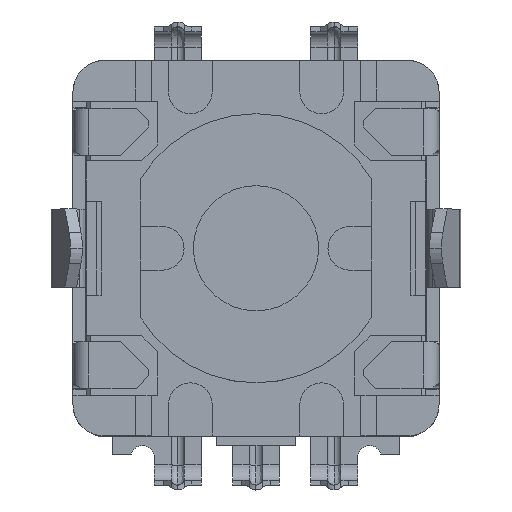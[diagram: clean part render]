
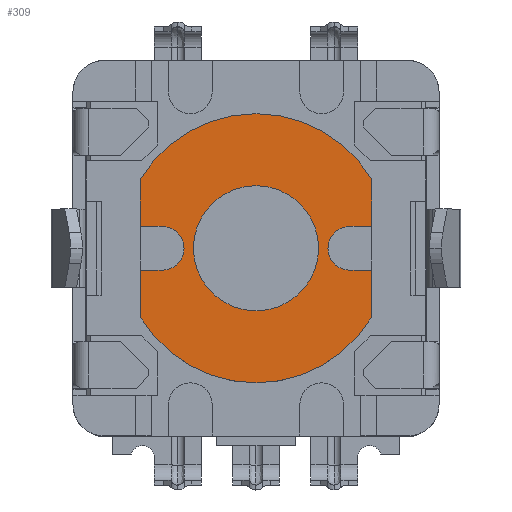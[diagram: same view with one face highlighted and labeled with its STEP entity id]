
A CAD part, top view. The second image highlights one B-rep face of the part: STEP entity #309.
In plain terms, the highlighted planar face has unit normal (0, 0, 1).
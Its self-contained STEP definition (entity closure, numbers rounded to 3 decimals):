
#309=ADVANCED_FACE('',(#1079,#1080),#1081,.T.);
#1079=FACE_OUTER_BOUND('',#2671,.T.);
#1080=FACE_BOUND('',#2672,.T.);
#1081=PLANE('',#2673);
#2671=EDGE_LOOP('',(#5318,#5319,#5320,#5321,#5322,#5323,#5324,#5325,#5326,#5327,#5328,#5329,#5330,#5331));
#2672=EDGE_LOOP('',(#5332,#5333,#5334));
#2673=AXIS2_PLACEMENT_3D('',#5335,#5336,#5337);
#5318=ORIENTED_EDGE('',*,*,#8546,.T.);
#5319=ORIENTED_EDGE('',*,*,#8496,.T.);
#5320=ORIENTED_EDGE('',*,*,#8547,.T.);
#5321=ORIENTED_EDGE('',*,*,#8548,.T.);
#5322=ORIENTED_EDGE('',*,*,#7946,.F.);
#5323=ORIENTED_EDGE('',*,*,#7960,.F.);
#5324=ORIENTED_EDGE('',*,*,#8549,.T.);
#5325=ORIENTED_EDGE('',*,*,#8545,.T.);
#5326=ORIENTED_EDGE('',*,*,#8491,.T.);
#5327=ORIENTED_EDGE('',*,*,#8543,.T.);
#5328=ORIENTED_EDGE('',*,*,#8550,.T.);
#5329=ORIENTED_EDGE('',*,*,#8551,.F.);
#5330=ORIENTED_EDGE('',*,*,#7775,.F.);
#5331=ORIENTED_EDGE('',*,*,#8552,.T.);
#5332=ORIENTED_EDGE('',*,*,#7927,.T.);
#5333=ORIENTED_EDGE('',*,*,#7997,.T.);
#5334=ORIENTED_EDGE('',*,*,#7928,.T.);
#5335=CARTESIAN_POINT('',(-0.21,0.071,-12.154));
#5336=DIRECTION('',(0.,0.,1.0));
#5337=DIRECTION('',(0.0,-1.0,0.));
#7775=EDGE_CURVE('',#9211,#9207,#9213,.T.);
#7927=EDGE_CURVE('',#9504,#9502,#9505,.T.);
#7928=EDGE_CURVE('',#9496,#9504,#9506,.T.);
#7946=EDGE_CURVE('',#9539,#9542,#9543,.T.);
#7960=EDGE_CURVE('',#9564,#9539,#9566,.T.);
#7997=EDGE_CURVE('',#9502,#9496,#9619,.T.);
#8491=EDGE_CURVE('',#10456,#10454,#10457,.T.);
#8496=EDGE_CURVE('',#10459,#10464,#10466,.T.);
#8543=EDGE_CURVE('',#10454,#10526,#10528,.T.);
#8545=EDGE_CURVE('',#10529,#10456,#10531,.T.);
#8546=EDGE_CURVE('',#10532,#10459,#10533,.T.);
#8547=EDGE_CURVE('',#10464,#10534,#10535,.T.);
#8548=EDGE_CURVE('',#10534,#9542,#10536,.T.);
#8549=EDGE_CURVE('',#9564,#10529,#10537,.T.);
#8550=EDGE_CURVE('',#10526,#10538,#10539,.T.);
#8551=EDGE_CURVE('',#9207,#10538,#10540,.T.);
#8552=EDGE_CURVE('',#9211,#10532,#10541,.T.);
#9207=VERTEX_POINT('',#11533);
#9211=VERTEX_POINT('',#11538);
#9213=CIRCLE('',#11541,4.3);
#9496=VERTEX_POINT('',#12019);
#9502=VERTEX_POINT('',#12026);
#9504=VERTEX_POINT('',#12029);
#9505=CIRCLE('',#12030,2.0);
#9506=CIRCLE('',#12031,2.0);
#9539=VERTEX_POINT('',#12072);
#9542=VERTEX_POINT('',#12076);
#9543=CIRCLE('',#12077,4.3);
#9564=VERTEX_POINT('',#12111);
#9566=CIRCLE('',#12114,4.3);
#9619=CIRCLE('',#12171,2.0);
#10454=VERTEX_POINT('',#13616);
#10456=VERTEX_POINT('',#13619);
#10457=CIRCLE('',#13620,0.7);
#10459=VERTEX_POINT('',#13623);
#10464=VERTEX_POINT('',#13629);
#10466=CIRCLE('',#13632,0.7);
#10526=VERTEX_POINT('',#13725);
#10528=LINE('',#13728,#13729);
#10529=VERTEX_POINT('',#13730);
#10531=LINE('',#13733,#13734);
#10532=VERTEX_POINT('',#13735);
#10533=LINE('',#13736,#13737);
#10534=VERTEX_POINT('',#13738);
#10535=LINE('',#13739,#13740);
#10536=LINE('',#13741,#13742);
#10537=LINE('',#13743,#13744);
#10538=VERTEX_POINT('',#13745);
#10539=LINE('',#13746,#13747);
#10540=CIRCLE('',#13748,4.3);
#10541=LINE('',#13749,#13750);
#11533=CARTESIAN_POINT('',(-0.21,-4.229,-12.154));
#11538=CARTESIAN_POINT('',(3.49,-2.12,-12.154));
#11541=AXIS2_PLACEMENT_3D('',#15374,#15375,#15376);
#12019=CARTESIAN_POINT('',(-0.21,2.071,-12.154));
#12026=CARTESIAN_POINT('',(-0.21,-1.929,-12.154));
#12029=CARTESIAN_POINT('',(1.79,0.071,-12.154));
#12030=AXIS2_PLACEMENT_3D('',#15631,#15632,#15633);
#12031=AXIS2_PLACEMENT_3D('',#15634,#15635,#15636);
#12072=CARTESIAN_POINT('',(-0.21,4.371,-12.154));
#12076=CARTESIAN_POINT('',(3.49,2.262,-12.154));
#12077=AXIS2_PLACEMENT_3D('',#15670,#15671,#15672);
#12111=CARTESIAN_POINT('',(-3.91,2.262,-12.154));
#12114=AXIS2_PLACEMENT_3D('',#15698,#15699,#15700);
#12171=AXIS2_PLACEMENT_3D('',#15801,#15802,#15803);
#13616=CARTESIAN_POINT('',(-3.21,-0.629,-12.154));
#13619=CARTESIAN_POINT('',(-3.21,0.771,-12.154));
#13620=AXIS2_PLACEMENT_3D('',#16470,#16471,#16472);
#13623=CARTESIAN_POINT('',(2.79,-0.629,-12.154));
#13629=CARTESIAN_POINT('',(2.79,0.771,-12.154));
#13632=AXIS2_PLACEMENT_3D('',#16479,#16480,#16481);
#13725=CARTESIAN_POINT('',(-3.91,-0.629,-12.154));
#13728=CARTESIAN_POINT('',(-0.21,-0.629,-12.154));
#13729=VECTOR('',#16552,1000.0);
#13730=CARTESIAN_POINT('',(-3.91,0.771,-12.154));
#13733=CARTESIAN_POINT('',(-0.21,0.771,-12.154));
#13734=VECTOR('',#16554,1000.0);
#13735=CARTESIAN_POINT('',(3.49,-0.629,-12.154));
#13736=CARTESIAN_POINT('',(-0.21,-0.629,-12.154));
#13737=VECTOR('',#16555,1000.0);
#13738=CARTESIAN_POINT('',(3.49,0.771,-12.154));
#13739=CARTESIAN_POINT('',(-0.21,0.771,-12.154));
#13740=VECTOR('',#16556,1000.0);
#13741=CARTESIAN_POINT('',(3.49,-2.12,-12.154));
#13742=VECTOR('',#16557,1000.0);
#13743=CARTESIAN_POINT('',(-3.91,2.262,-12.154));
#13744=VECTOR('',#16558,1000.0);
#13745=CARTESIAN_POINT('',(-3.91,-2.12,-12.154));
#13746=CARTESIAN_POINT('',(-3.91,2.262,-12.154));
#13747=VECTOR('',#16559,1000.0);
#13748=AXIS2_PLACEMENT_3D('',#16560,#16561,#16562);
#13749=CARTESIAN_POINT('',(3.49,-2.12,-12.154));
#13750=VECTOR('',#16563,1000.0);
#15374=CARTESIAN_POINT('',(-0.21,0.071,-12.154));
#15375=DIRECTION('',(0.0,0.0,-1.0));
#15376=DIRECTION('',(0.0,1.0,0.0));
#15631=CARTESIAN_POINT('',(-0.21,0.071,-12.154));
#15632=DIRECTION('',(0.0,0.0,-1.0));
#15633=DIRECTION('',(0.0,1.0,0.0));
#15634=CARTESIAN_POINT('',(-0.21,0.071,-12.154));
#15635=DIRECTION('',(0.0,0.0,-1.0));
#15636=DIRECTION('',(0.0,1.0,0.0));
#15670=CARTESIAN_POINT('',(-0.21,0.071,-12.154));
#15671=DIRECTION('',(0.0,0.0,-1.0));
#15672=DIRECTION('',(0.0,1.0,0.0));
#15698=CARTESIAN_POINT('',(-0.21,0.071,-12.154));
#15699=DIRECTION('',(0.0,0.0,-1.0));
#15700=DIRECTION('',(0.0,1.0,0.0));
#15801=CARTESIAN_POINT('',(-0.21,0.071,-12.154));
#15802=DIRECTION('',(0.0,0.0,-1.0));
#15803=DIRECTION('',(0.0,1.0,0.0));
#16470=CARTESIAN_POINT('',(-3.21,0.071,-12.154));
#16471=DIRECTION('',(-0.0,-0.0,-1.0));
#16472=DIRECTION('',(0.0,-1.0,0.0));
#16479=CARTESIAN_POINT('',(2.79,0.071,-12.154));
#16480=DIRECTION('',(-0.0,-0.0,-1.0));
#16481=DIRECTION('',(0.0,-1.0,0.0));
#16552=DIRECTION('',(-1.0,0.,0.));
#16554=DIRECTION('',(1.0,0.,0.));
#16555=DIRECTION('',(-1.0,0.,0.));
#16556=DIRECTION('',(1.0,0.,0.));
#16557=DIRECTION('',(0.,1.0,-0.0));
#16558=DIRECTION('',(0.,-1.0,-0.0));
#16559=DIRECTION('',(0.,-1.0,-0.0));
#16560=CARTESIAN_POINT('',(-0.21,0.071,-12.154));
#16561=DIRECTION('',(0.0,0.0,-1.0));
#16562=DIRECTION('',(0.0,1.0,0.0));
#16563=DIRECTION('',(0.,1.0,-0.0));
